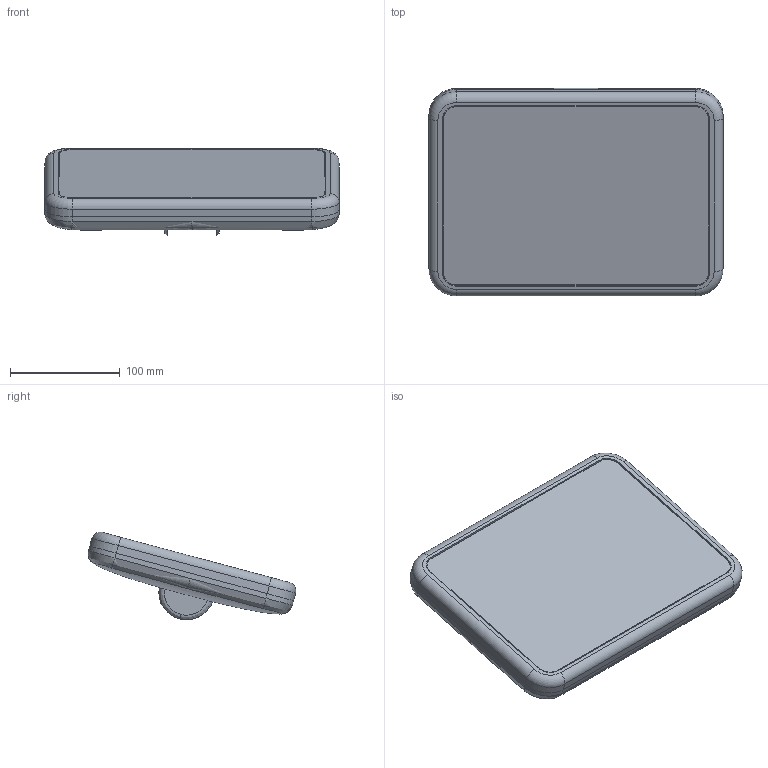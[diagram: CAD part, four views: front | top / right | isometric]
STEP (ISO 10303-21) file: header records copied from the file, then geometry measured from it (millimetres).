
FILE_DESCRIPTION (( 'STEP AP203' ), '1' );
FILE_NAME ('H1.STEP', '2014-09-30T14:24:23', ( '' ), ( '' ), 'SwSTEP 2.0', 'SolidWorks 2013', '' );
FILE_SCHEMA (( 'CONFIG_CONTROL_DESIGN' ));
Length unit declared in the file: millimetre
Products named in the file (1): H1
Bounding box: 267.5 x 188.83 x 79.67 mm (x, y, z)
Surface area: 237138.5 mm2 (no closed solid volume)
Topology: 0 solids, 4 shells, 105 faces, 330 edges, 230 vertices
Faces by surface type: bspline 37, plane 33, cylinder 19, cone 12, torus 4
Entity records: 18009 total; most frequent: CARTESIAN_POINT 15379, ORIENTED_EDGE 572, DIRECTION 425, EDGE_CURVE 330, VERTEX_POINT 230, AXIS2_PLACEMENT_3D 156, B_SPLINE_CURVE_WITH_KNOTS 115, VECTOR 113
